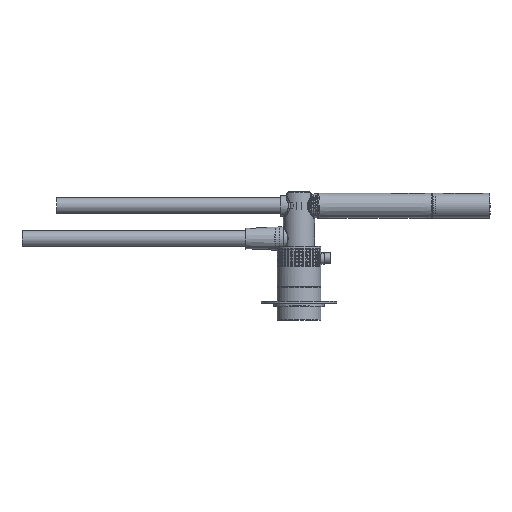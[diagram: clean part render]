
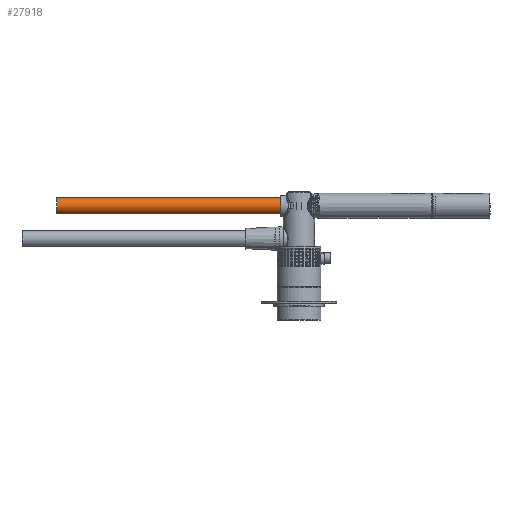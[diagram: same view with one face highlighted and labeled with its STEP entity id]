
A CAD part, front view. The second image highlights one B-rep face of the part: STEP entity #27918.
In plain terms, the highlighted cylindrical face has radius 7.5 mm (diameter 15 mm), a full revolution.
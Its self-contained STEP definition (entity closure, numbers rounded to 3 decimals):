
#2196=CYLINDRICAL_SURFACE('',#32330,7.5);
#5697=ORIENTED_EDGE('',*,*,#13488,.F.);
#5698=ORIENTED_EDGE('',*,*,#13489,.T.);
#13488=EDGE_CURVE('',#22188,#22188,#17385,.T.);
#13489=EDGE_CURVE('',#22189,#22189,#17386,.T.);
#17385=CIRCLE('',#32329,7.5);
#17386=CIRCLE('',#32331,7.5);
#18372=EDGE_LOOP('',(#5697));
#18373=EDGE_LOOP('',(#5698));
#22188=VERTEX_POINT('',#42506);
#22189=VERTEX_POINT('',#42509);
#24987=FACE_BOUND('',#18372,.T.);
#24988=FACE_BOUND('',#18373,.T.);
#27918=ADVANCED_FACE('',(#24987,#24988),#2196,.T.);
#32329=AXIS2_PLACEMENT_3D('',#42505,#35299,#35300);
#32330=AXIS2_PLACEMENT_3D('',#42507,#35301,#35302);
#32331=AXIS2_PLACEMENT_3D('',#42508,#35303,#35304);
#35299=DIRECTION('',(0.,-1.,0.));
#35300=DIRECTION('',(0.,0.,-1.));
#35301=DIRECTION('',(0.,-1.,0.));
#35302=DIRECTION('',(0.,0.,-1.));
#35303=DIRECTION('',(0.,-1.,0.));
#35304=DIRECTION('',(0.,0.,-1.));
#42505=CARTESIAN_POINT('',(0.,0.,0.));
#42506=CARTESIAN_POINT('',(0.,0.,-7.5));
#42507=CARTESIAN_POINT('',(0.,0.,0.));
#42508=CARTESIAN_POINT('',(0.,215.5,0.));
#42509=CARTESIAN_POINT('',(0.,215.5,-7.5));
